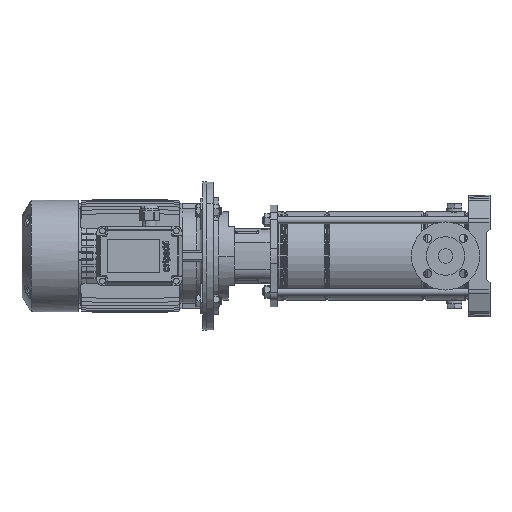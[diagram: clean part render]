
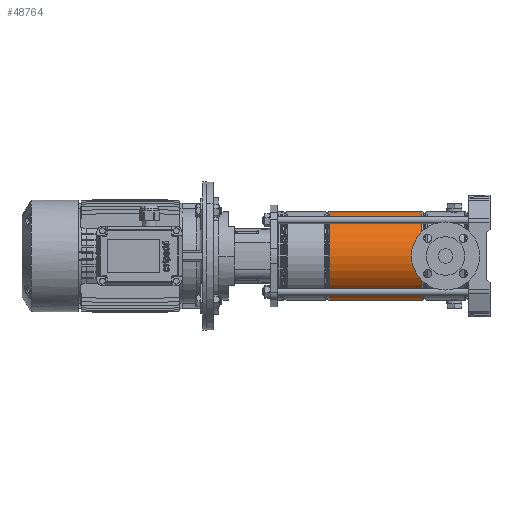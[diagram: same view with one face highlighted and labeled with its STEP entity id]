
A CAD part, left-side view. The second image highlights one B-rep face of the part: STEP entity #48764.
In plain terms, the highlighted cylindrical face has radius 74.9 mm (diameter 149.8 mm), a partial arc.
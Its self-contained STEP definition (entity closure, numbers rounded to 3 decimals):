
#1745 = CARTESIAN_POINT ( 'NONE',  ( 0., 0., 0. ) ) ;
#3119 = DIRECTION ( 'NONE',  ( 0., 0., 1. ) ) ;
#3205 = AXIS2_PLACEMENT_3D ( 'NONE', #4090, #66168, #32338 ) ;
#3231 = EDGE_CURVE ( 'NONE', #53483, #50834, #12133, .T. ) ;
#4090 = CARTESIAN_POINT ( 'NONE',  ( 0., 0., 243.221 ) ) ;
#5054 = CIRCLE ( 'NONE', #7390, 74.9 ) ;
#7390 = AXIS2_PLACEMENT_3D ( 'NONE', #59309, #3119, #19117 ) ;
#11034 = EDGE_LOOP ( 'NONE', ( #32337, #59728, #48013, #39778 ) ) ;
#12133 = LINE ( 'NONE', #68630, #56415 ) ;
#12478 = CARTESIAN_POINT ( 'NONE',  ( 74.9, 0., 87.279 ) ) ;
#15057 = VECTOR ( 'NONE', #17376, 1000. ) ;
#16449 = VERTEX_POINT ( 'NONE', #50424 ) ;
#17376 = DIRECTION ( 'NONE',  ( 0., 0., -1. ) ) ;
#18467 = FACE_OUTER_BOUND ( 'NONE', #11034, .T. ) ;
#19117 = DIRECTION ( 'NONE',  ( 1., 0., 0. ) ) ;
#22439 = EDGE_CURVE ( 'NONE', #50834, #26762, #5054, .T. ) ;
#26762 = VERTEX_POINT ( 'NONE', #70051 ) ;
#32337 = ORIENTED_EDGE ( 'NONE', *, *, #47141, .T. ) ;
#32338 = DIRECTION ( 'NONE',  ( 1., 0., 0. ) ) ;
#34439 = DIRECTION ( 'NONE',  ( 0., 0., -1. ) ) ;
#35271 = CIRCLE ( 'NONE', #3205, 74.9 ) ;
#39778 = ORIENTED_EDGE ( 'NONE', *, *, #45416, .F. ) ;
#42266 = DIRECTION ( 'NONE',  ( 0., 0., -1. ) ) ;
#45416 = EDGE_CURVE ( 'NONE', #16449, #26762, #45662, .T. ) ;
#45662 = LINE ( 'NONE', #70405, #15057 ) ;
#47141 = EDGE_CURVE ( 'NONE', #16449, #53483, #35271, .T. ) ;
#48013 = ORIENTED_EDGE ( 'NONE', *, *, #22439, .T. ) ;
#48764 = ADVANCED_FACE ( 'NONE', ( #18467 ), #51962, .T. ) ;
#50424 = CARTESIAN_POINT ( 'NONE',  ( -74.9, 0., 243.221 ) ) ;
#50834 = VERTEX_POINT ( 'NONE', #12478 ) ;
#51962 = CYLINDRICAL_SURFACE ( 'NONE', #69920, 74.9 ) ;
#52578 = CARTESIAN_POINT ( 'NONE',  ( 74.9, 0., 243.221 ) ) ;
#53483 = VERTEX_POINT ( 'NONE', #52578 ) ;
#56415 = VECTOR ( 'NONE', #34439, 1000. ) ;
#57536 = DIRECTION ( 'NONE',  ( -1., 0., 0. ) ) ;
#59309 = CARTESIAN_POINT ( 'NONE',  ( 0., 0., 87.279 ) ) ;
#59728 = ORIENTED_EDGE ( 'NONE', *, *, #3231, .T. ) ;
#66168 = DIRECTION ( 'NONE',  ( 0., 0., -1. ) ) ;
#68630 = CARTESIAN_POINT ( 'NONE',  ( 74.9, 0., 0. ) ) ;
#69920 = AXIS2_PLACEMENT_3D ( 'NONE', #1745, #42266, #57536 ) ;
#70051 = CARTESIAN_POINT ( 'NONE',  ( -74.9, 0., 87.279 ) ) ;
#70405 = CARTESIAN_POINT ( 'NONE',  ( -74.9, 0., 0. ) ) ;
